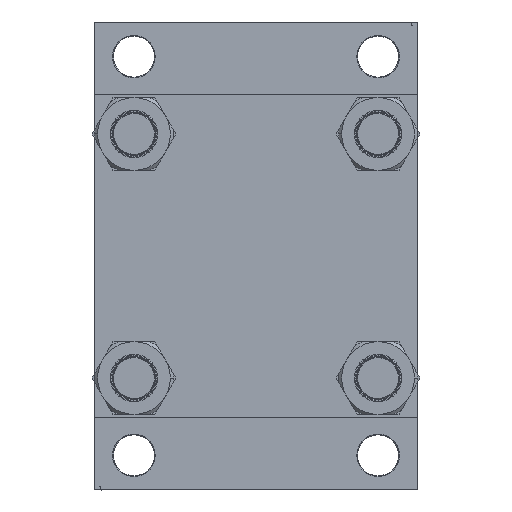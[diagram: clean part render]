
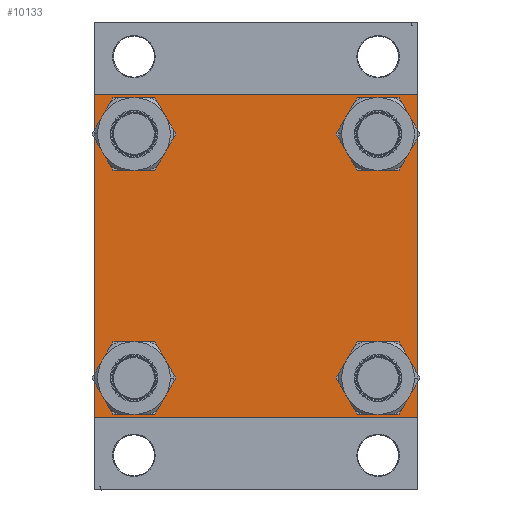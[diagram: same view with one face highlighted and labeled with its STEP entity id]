
A CAD part, left-side view. The second image highlights one B-rep face of the part: STEP entity #10133.
In plain terms, the highlighted planar face has unit normal (-1, 0, 0).
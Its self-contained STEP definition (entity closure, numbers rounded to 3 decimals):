
#88 = VERTEX_POINT ( 'NONE', #43013 ) ;
#396 = EDGE_CURVE ( 'NONE', #8296, #16293, #2195, .T. ) ;
#880 = AXIS2_PLACEMENT_3D ( 'NONE', #19996, #38540, #5095 ) ;
#900 = DIRECTION ( 'NONE',  ( 1., 0., 0. ) ) ;
#1417 = PLANE ( 'NONE',  #880 ) ;
#2085 = EDGE_CURVE ( 'NONE', #88, #11415, #23033, .T. ) ;
#2195 = CIRCLE ( 'NONE', #36539, 14. ) ;
#2466 = ORIENTED_EDGE ( 'NONE', *, *, #23431, .T. ) ;
#2746 = DIRECTION ( 'NONE',  ( 0., -1., 0. ) ) ;
#3179 = DIRECTION ( 'NONE',  ( 0., -0.707, 0.707 ) ) ;
#3492 = VERTEX_POINT ( 'NONE', #9985 ) ;
#3901 = DIRECTION ( 'NONE',  ( 0., 0.707, -0.707 ) ) ;
#4218 = EDGE_CURVE ( 'NONE', #13716, #11847, #4575, .T. ) ;
#4459 = CARTESIAN_POINT ( 'NONE',  ( 0., 102.5, 102.5 ) ) ;
#4575 = CIRCLE ( 'NONE', #31867, 14. ) ;
#4610 = VECTOR ( 'NONE', #35549, 1000. ) ;
#4657 = ORIENTED_EDGE ( 'NONE', *, *, #2085, .T. ) ;
#4754 = AXIS2_PLACEMENT_3D ( 'NONE', #18717, #37979, #41158 ) ;
#5095 = DIRECTION ( 'NONE',  ( 0., 0., 1. ) ) ;
#5236 = VERTEX_POINT ( 'NONE', #26483 ) ;
#5763 = VECTOR ( 'NONE', #3901, 1000. ) ;
#5865 = CARTESIAN_POINT ( 'NONE',  ( 0., -102., 102.5 ) ) ;
#5875 = LINE ( 'NONE', #17119, #39557 ) ;
#6309 = DIRECTION ( 'NONE',  ( 0., -0.707, -0.707 ) ) ;
#6326 = DIRECTION ( 'NONE',  ( 0., 0., 1. ) ) ;
#6748 = CARTESIAN_POINT ( 'NONE',  ( 0., -102.5, -102. ) ) ;
#7703 = LINE ( 'NONE', #15303, #35797 ) ;
#8216 = ORIENTED_EDGE ( 'NONE', *, *, #396, .T. ) ;
#8296 = VERTEX_POINT ( 'NONE', #25921 ) ;
#8742 = ORIENTED_EDGE ( 'NONE', *, *, #15242, .T. ) ;
#8746 = FACE_BOUND ( 'NONE', #12390, .T. ) ;
#9278 = ORIENTED_EDGE ( 'NONE', *, *, #15966, .T. ) ;
#9565 = CARTESIAN_POINT ( 'NONE',  ( 0., -77.45, -63.45 ) ) ;
#9573 = CARTESIAN_POINT ( 'NONE',  ( 0., 102.5, 102.5 ) ) ;
#9985 = CARTESIAN_POINT ( 'NONE',  ( 0., 102., -102.5 ) ) ;
#10133 = ADVANCED_FACE ( 'NONE', ( #31696, #8746, #45870, #16805, #39006 ), #1417, .T. ) ;
#11157 = ORIENTED_EDGE ( 'NONE', *, *, #36930, .T. ) ;
#11183 = LINE ( 'NONE', #26099, #34364 ) ;
#11324 = CIRCLE ( 'NONE', #23047, 14. ) ;
#11415 = VERTEX_POINT ( 'NONE', #36372 ) ;
#11847 = VERTEX_POINT ( 'NONE', #28745 ) ;
#12150 = VERTEX_POINT ( 'NONE', #36257 ) ;
#12322 = CIRCLE ( 'NONE', #36507, 14. ) ;
#12390 = EDGE_LOOP ( 'NONE', ( #24470, #9278 ) ) ;
#12549 = CARTESIAN_POINT ( 'NONE',  ( 0., -77.45, -77.45 ) ) ;
#13277 = VERTEX_POINT ( 'NONE', #9565 ) ;
#13434 = DIRECTION ( 'NONE',  ( 1., 0., 0. ) ) ;
#13508 = EDGE_CURVE ( 'NONE', #11847, #13716, #35363, .T. ) ;
#13716 = VERTEX_POINT ( 'NONE', #33939 ) ;
#14005 = EDGE_CURVE ( 'NONE', #13277, #26467, #32123, .T. ) ;
#14179 = EDGE_CURVE ( 'NONE', #31080, #29825, #29124, .T. ) ;
#14211 = EDGE_LOOP ( 'NONE', ( #8216, #19852 ) ) ;
#14444 = EDGE_LOOP ( 'NONE', ( #20456, #32511 ) ) ;
#14735 = ORIENTED_EDGE ( 'NONE', *, *, #25447, .F. ) ;
#15230 = EDGE_LOOP ( 'NONE', ( #4657, #2466, #45895, #8742, #14735, #45428, #43254, #11157 ) ) ;
#15242 = EDGE_CURVE ( 'NONE', #12150, #42690, #5875, .T. ) ;
#15303 = CARTESIAN_POINT ( 'NONE',  ( 0., -102.25, 102.25 ) ) ;
#15444 = VECTOR ( 'NONE', #19614, 1000. ) ;
#15817 = DIRECTION ( 'NONE',  ( 0., 0., 1. ) ) ;
#15966 = EDGE_CURVE ( 'NONE', #26467, #13277, #12322, .T. ) ;
#16293 = VERTEX_POINT ( 'NONE', #41460 ) ;
#16805 = FACE_BOUND ( 'NONE', #14211, .T. ) ;
#17119 = CARTESIAN_POINT ( 'NONE',  ( 0., -102.25, -102.25 ) ) ;
#17640 = CARTESIAN_POINT ( 'NONE',  ( 0., -77.45, 77.45 ) ) ;
#18717 = CARTESIAN_POINT ( 'NONE',  ( 0., 77.45, 77.45 ) ) ;
#19545 = EDGE_CURVE ( 'NONE', #5236, #29825, #7703, .T. ) ;
#19614 = DIRECTION ( 'NONE',  ( 0., 0., -1. ) ) ;
#19852 = ORIENTED_EDGE ( 'NONE', *, *, #26696, .T. ) ;
#19996 = CARTESIAN_POINT ( 'NONE',  ( 0., 0., 0. ) ) ;
#20456 = ORIENTED_EDGE ( 'NONE', *, *, #4218, .T. ) ;
#20805 = DIRECTION ( 'NONE',  ( 0., 0., 1. ) ) ;
#21137 = CARTESIAN_POINT ( 'NONE',  ( 0., 77.45, -77.45 ) ) ;
#21686 = ORIENTED_EDGE ( 'NONE', *, *, #35605, .T. ) ;
#21855 = DIRECTION ( 'NONE',  ( 0., 0., 1. ) ) ;
#22045 = CARTESIAN_POINT ( 'NONE',  ( 0., 77.45, -63.45 ) ) ;
#22399 = CARTESIAN_POINT ( 'NONE',  ( 0., 77.45, -77.45 ) ) ;
#22502 = EDGE_CURVE ( 'NONE', #3492, #12150, #27991, .T. ) ;
#22610 = DIRECTION ( 'NONE',  ( 0., 0.707, 0.707 ) ) ;
#23033 = LINE ( 'NONE', #4459, #15444 ) ;
#23047 = AXIS2_PLACEMENT_3D ( 'NONE', #22399, #900, #15817 ) ;
#23431 = EDGE_CURVE ( 'NONE', #11415, #3492, #24888, .T. ) ;
#23634 = CIRCLE ( 'NONE', #29106, 14. ) ;
#24343 = AXIS2_PLACEMENT_3D ( 'NONE', #12549, #45991, #41856 ) ;
#24470 = ORIENTED_EDGE ( 'NONE', *, *, #14005, .T. ) ;
#24480 = DIRECTION ( 'NONE',  ( 1., 0., 0. ) ) ;
#24888 = LINE ( 'NONE', #39759, #38171 ) ;
#25447 = EDGE_CURVE ( 'NONE', #5236, #42690, #11183, .T. ) ;
#25921 = CARTESIAN_POINT ( 'NONE',  ( 0., 77.45, 91.45 ) ) ;
#26099 = CARTESIAN_POINT ( 'NONE',  ( 0., -102.5, 102.5 ) ) ;
#26467 = VERTEX_POINT ( 'NONE', #28254 ) ;
#26483 = CARTESIAN_POINT ( 'NONE',  ( 0., -102.5, 102. ) ) ;
#26696 = EDGE_CURVE ( 'NONE', #16293, #8296, #30522, .T. ) ;
#26820 = AXIS2_PLACEMENT_3D ( 'NONE', #46633, #13434, #39310 ) ;
#27991 = LINE ( 'NONE', #32619, #4610 ) ;
#28254 = CARTESIAN_POINT ( 'NONE',  ( 0., -77.45, -91.45 ) ) ;
#28745 = CARTESIAN_POINT ( 'NONE',  ( 0., -77.45, 63.45 ) ) ;
#28951 = DIRECTION ( 'NONE',  ( 1., 0., 0. ) ) ;
#29106 = AXIS2_PLACEMENT_3D ( 'NONE', #21137, #28951, #21855 ) ;
#29124 = LINE ( 'NONE', #9573, #37599 ) ;
#29825 = VERTEX_POINT ( 'NONE', #5865 ) ;
#30522 = CIRCLE ( 'NONE', #4754, 14. ) ;
#31080 = VERTEX_POINT ( 'NONE', #40932 ) ;
#31696 = FACE_BOUND ( 'NONE', #14444, .T. ) ;
#31867 = AXIS2_PLACEMENT_3D ( 'NONE', #17640, #24480, #20805 ) ;
#32123 = CIRCLE ( 'NONE', #24343, 14. ) ;
#32511 = ORIENTED_EDGE ( 'NONE', *, *, #13508, .T. ) ;
#32619 = CARTESIAN_POINT ( 'NONE',  ( 0., 102.5, -102.5 ) ) ;
#33939 = CARTESIAN_POINT ( 'NONE',  ( 0., -77.45, 91.45 ) ) ;
#34364 = VECTOR ( 'NONE', #44881, 1000. ) ;
#34444 = DIRECTION ( 'NONE',  ( 0., 0., 1. ) ) ;
#35363 = CIRCLE ( 'NONE', #26820, 14. ) ;
#35549 = DIRECTION ( 'NONE',  ( 0., -1., 0. ) ) ;
#35605 = EDGE_CURVE ( 'NONE', #38055, #37847, #23634, .T. ) ;
#35797 = VECTOR ( 'NONE', #22610, 1000. ) ;
#36257 = CARTESIAN_POINT ( 'NONE',  ( 0., -102., -102.5 ) ) ;
#36372 = CARTESIAN_POINT ( 'NONE',  ( 0., 102.5, -102. ) ) ;
#36507 = AXIS2_PLACEMENT_3D ( 'NONE', #42229, #38570, #34444 ) ;
#36539 = AXIS2_PLACEMENT_3D ( 'NONE', #43438, #39779, #6326 ) ;
#36930 = EDGE_CURVE ( 'NONE', #31080, #88, #37848, .T. ) ;
#37599 = VECTOR ( 'NONE', #2746, 1000. ) ;
#37847 = VERTEX_POINT ( 'NONE', #22045 ) ;
#37848 = LINE ( 'NONE', #41020, #5763 ) ;
#37979 = DIRECTION ( 'NONE',  ( 1., 0., 0. ) ) ;
#38055 = VERTEX_POINT ( 'NONE', #40331 ) ;
#38171 = VECTOR ( 'NONE', #6309, 1000. ) ;
#38540 = DIRECTION ( 'NONE',  ( -1., 0., 0. ) ) ;
#38570 = DIRECTION ( 'NONE',  ( 1., 0., 0. ) ) ;
#39006 = FACE_OUTER_BOUND ( 'NONE', #15230, .T. ) ;
#39094 = EDGE_LOOP ( 'NONE', ( #46854, #21686 ) ) ;
#39310 = DIRECTION ( 'NONE',  ( 0., 0., 1. ) ) ;
#39557 = VECTOR ( 'NONE', #3179, 1000. ) ;
#39759 = CARTESIAN_POINT ( 'NONE',  ( 0., 102.25, -102.25 ) ) ;
#39779 = DIRECTION ( 'NONE',  ( 1., 0., 0. ) ) ;
#40331 = CARTESIAN_POINT ( 'NONE',  ( 0., 77.45, -91.45 ) ) ;
#40668 = EDGE_CURVE ( 'NONE', #37847, #38055, #11324, .T. ) ;
#40932 = CARTESIAN_POINT ( 'NONE',  ( 0., 102., 102.5 ) ) ;
#41020 = CARTESIAN_POINT ( 'NONE',  ( 0., 102.25, 102.25 ) ) ;
#41158 = DIRECTION ( 'NONE',  ( 0., 0., 1. ) ) ;
#41460 = CARTESIAN_POINT ( 'NONE',  ( 0., 77.45, 63.45 ) ) ;
#41856 = DIRECTION ( 'NONE',  ( 0., 0., 1. ) ) ;
#42229 = CARTESIAN_POINT ( 'NONE',  ( 0., -77.45, -77.45 ) ) ;
#42690 = VERTEX_POINT ( 'NONE', #6748 ) ;
#43013 = CARTESIAN_POINT ( 'NONE',  ( 0., 102.5, 102. ) ) ;
#43254 = ORIENTED_EDGE ( 'NONE', *, *, #14179, .F. ) ;
#43438 = CARTESIAN_POINT ( 'NONE',  ( 0., 77.45, 77.45 ) ) ;
#44881 = DIRECTION ( 'NONE',  ( 0., 0., -1. ) ) ;
#45428 = ORIENTED_EDGE ( 'NONE', *, *, #19545, .T. ) ;
#45870 = FACE_BOUND ( 'NONE', #39094, .T. ) ;
#45895 = ORIENTED_EDGE ( 'NONE', *, *, #22502, .T. ) ;
#45991 = DIRECTION ( 'NONE',  ( 1., 0., 0. ) ) ;
#46633 = CARTESIAN_POINT ( 'NONE',  ( 0., -77.45, 77.45 ) ) ;
#46854 = ORIENTED_EDGE ( 'NONE', *, *, #40668, .T. ) ;
